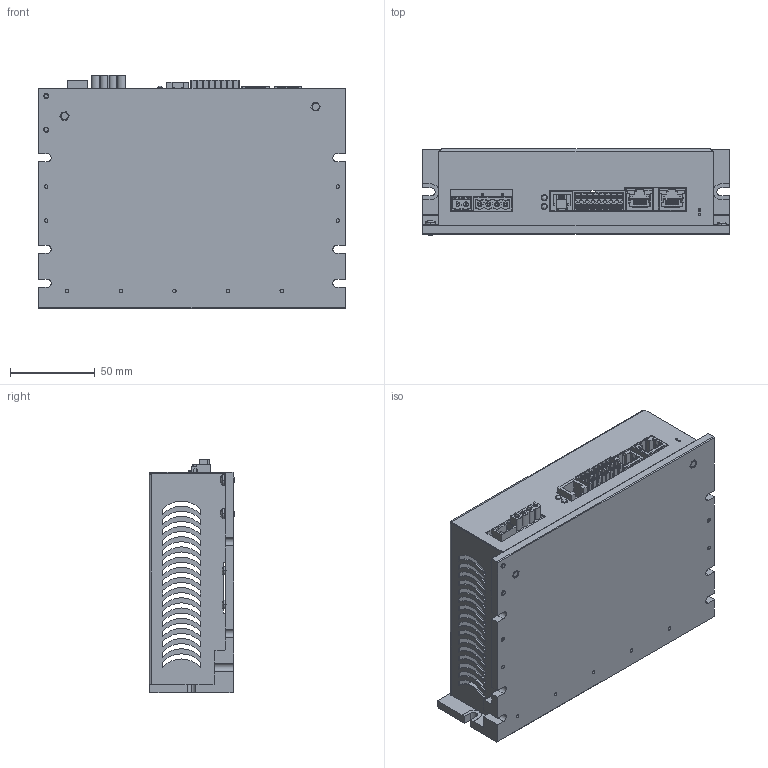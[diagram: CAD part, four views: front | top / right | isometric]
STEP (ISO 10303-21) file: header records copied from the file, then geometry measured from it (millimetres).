
FILE_DESCRIPTION (( 'STEP AP214' ), '1' );
FILE_NAME ('SW3A9030H241-21C0680.STEP', '2025-01-29T20:08:36', ( '' ), ( '' ), 'SwSTEP 2.0', 'SolidWorks 2021', '' );
FILE_SCHEMA (( 'AUTOMOTIVE_DESIGN' ));
Length unit declared in the file: inch
Products named in the file (1): SW3A9030H241-21C0680
Bounding box: 180.7 x 50.65 x 137.61 mm (x, y, z)
Volume: 247069.8 mm3; surface area: 199979.9 mm2
Topology: 21 solids, 21 shells, 4092 faces, 11447 edges, 7481 vertices
Faces by surface type: plane 2374, cylinder 1426, cone 245, bspline 27, torus 16, sphere 4
Entity records: 141208 total; most frequent: CARTESIAN_POINT 36909, ORIENTED_EDGE 22752, DIRECTION 20366, EDGE_CURVE 11376, VERTEX_POINT 7481, VECTOR 7352, LINE 7352, AXIS2_PLACEMENT_3D 6507
